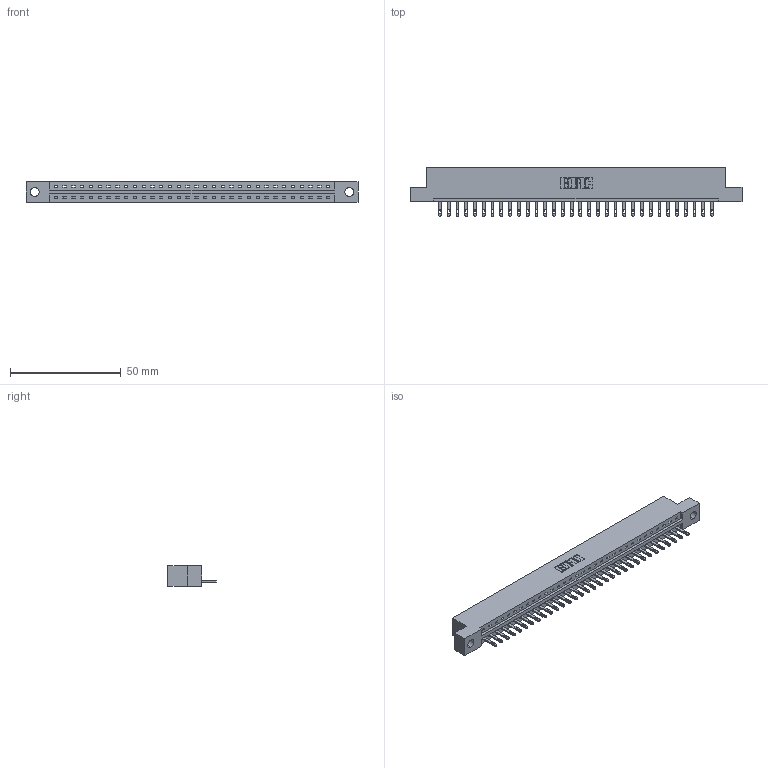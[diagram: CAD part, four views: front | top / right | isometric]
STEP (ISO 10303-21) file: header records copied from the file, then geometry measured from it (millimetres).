
FILE_DESCRIPTION (( 'STEP AP203' ), '1' );
FILE_NAME ('337-032-500-104.STEP', '2019-10-01T02:12:52', ( '' ), ( '' ), 'SwSTEP 2.0', 'SolidWorks 2016', '' );
FILE_SCHEMA (( 'CONFIG_CONTROL_DESIGN' ));
Length unit declared in the file: inch
Products named in the file (3): 337-032-500-104; 345-292-001_345-293-100; 337 Part_Flush Mounting Lugs - 0.156 Dia-TH
Assembly tree (33 placements, depth 2):
  337-032-500-104
    337 Part_Flush Mounting Lugs - 0.156 Dia-TH
    345-292-001_345-293-100  x32
Bounding box: 149.81 x 21.85 x 9.4 mm (x, y, z)
Volume: 15377 mm3; surface area: 15704.3 mm2
Topology: 33 solids, 33 shells, 1970 faces, 6071 edges, 4046 vertices
Faces by surface type: plane 1350, cylinder 620
Entity records: 25013 total; most frequent: CARTESIAN_POINT 4362, ORIENTED_EDGE 4330, DIRECTION 3693, EDGE_CURVE 2165, LINE 2033, VECTOR 2033, VERTEX_POINT 1442, AXIS2_PLACEMENT_3D 830
